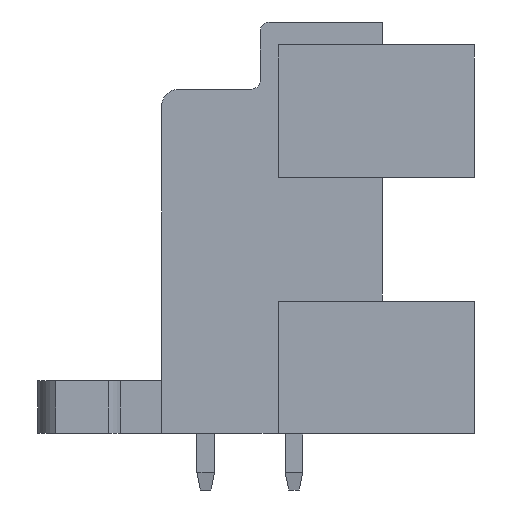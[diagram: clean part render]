
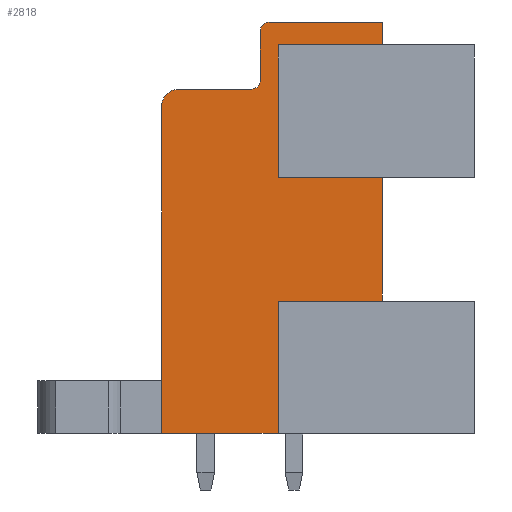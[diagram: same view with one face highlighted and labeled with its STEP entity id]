
A CAD part, left-side view. The second image highlights one B-rep face of the part: STEP entity #2818.
In plain terms, the highlighted planar face has unit normal (-1, 0, 0).
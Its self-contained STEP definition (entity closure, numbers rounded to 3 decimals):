
#2717=AXIS2_PLACEMENT_3D('Plane Axis2P3D',#2714,#2715,#2716) ;
#2758=AXIS2_PLACEMENT_3D('Circle Axis2P3D',#2756,#2757,$) ;
#2772=AXIS2_PLACEMENT_3D('Circle Axis2P3D',#2770,#2771,$) ;
#2786=AXIS2_PLACEMENT_3D('Circle Axis2P3D',#2784,#2785,$) ;
#211=CARTESIAN_POINT('Vertex',(3.5,11.1,3.2)) ;
#214=CARTESIAN_POINT('Line Origine',(3.5,14.4,3.2)) ;
#218=CARTESIAN_POINT('Vertex',(3.5,17.7,3.2)) ;
#2314=CARTESIAN_POINT('Vertex',(3.5,5.2,10.7)) ;
#2317=CARTESIAN_POINT('Line Origine',(3.5,8.15,10.7)) ;
#2321=CARTESIAN_POINT('Vertex',(3.5,11.1,10.7)) ;
#2582=CARTESIAN_POINT('Line Origine',(3.5,11.1,6.95)) ;
#2714=CARTESIAN_POINT('Axis2P3D Location',(3.5,0.,0.)) ;
#2719=CARTESIAN_POINT('Line Origine',(3.5,8.15,17.7)) ;
#2723=CARTESIAN_POINT('Vertex',(3.5,11.1,17.7)) ;
#2725=CARTESIAN_POINT('Vertex',(3.5,5.2,17.7)) ;
#2728=CARTESIAN_POINT('Line Origine',(3.5,11.1,21.45)) ;
#2732=CARTESIAN_POINT('Vertex',(3.5,11.1,25.2)) ;
#2735=CARTESIAN_POINT('Line Origine',(3.5,8.15,25.2)) ;
#2739=CARTESIAN_POINT('Vertex',(3.5,5.2,25.2)) ;
#2742=CARTESIAN_POINT('Line Origine',(3.5,5.2,25.85)) ;
#2746=CARTESIAN_POINT('Vertex',(3.5,5.2,26.5)) ;
#2749=CARTESIAN_POINT('Line Origine',(3.5,8.4,26.5)) ;
#2753=CARTESIAN_POINT('Vertex',(3.5,11.6,26.5)) ;
#2756=CARTESIAN_POINT('Axis2P3D Location',(3.5,11.6,26.)) ;
#2760=CARTESIAN_POINT('Vertex',(3.5,12.1,26.)) ;
#2763=CARTESIAN_POINT('Line Origine',(3.5,12.1,24.6)) ;
#2767=CARTESIAN_POINT('Vertex',(3.5,12.1,23.2)) ;
#2770=CARTESIAN_POINT('Axis2P3D Location',(3.5,12.6,23.2)) ;
#2774=CARTESIAN_POINT('Vertex',(3.5,12.6,22.7)) ;
#2777=CARTESIAN_POINT('Line Origine',(3.5,14.65,22.7)) ;
#2781=CARTESIAN_POINT('Vertex',(3.5,16.7,22.7)) ;
#2784=CARTESIAN_POINT('Axis2P3D Location',(3.5,16.7,21.7)) ;
#2788=CARTESIAN_POINT('Vertex',(3.5,17.7,21.7)) ;
#2791=CARTESIAN_POINT('Line Origine',(3.5,17.7,12.45)) ;
#2796=CARTESIAN_POINT('Line Origine',(3.5,5.2,14.2)) ;
#215=DIRECTION('Vector Direction',(0.,1.,0.)) ;
#2318=DIRECTION('Vector Direction',(0.,-1.,0.)) ;
#2583=DIRECTION('Vector Direction',(0.,0.,1.)) ;
#2715=DIRECTION('Axis2P3D Direction',(-1.,0.,0.)) ;
#2716=DIRECTION('Axis2P3D XDirection',(0.,-1.,0.)) ;
#2720=DIRECTION('Vector Direction',(0.,1.,0.)) ;
#2729=DIRECTION('Vector Direction',(0.,0.,1.)) ;
#2736=DIRECTION('Vector Direction',(0.,-1.,0.)) ;
#2743=DIRECTION('Vector Direction',(0.,0.,-1.)) ;
#2750=DIRECTION('Vector Direction',(0.,-1.,0.)) ;
#2757=DIRECTION('Axis2P3D Direction',(-1.,0.,0.)) ;
#2764=DIRECTION('Vector Direction',(0.,0.,1.)) ;
#2771=DIRECTION('Axis2P3D Direction',(-1.,0.,0.)) ;
#2778=DIRECTION('Vector Direction',(0.,-1.,0.)) ;
#2785=DIRECTION('Axis2P3D Direction',(-1.,0.,0.)) ;
#2792=DIRECTION('Vector Direction',(0.,0.,1.)) ;
#2797=DIRECTION('Vector Direction',(0.,0.,-1.)) ;
#216=VECTOR('Line Direction',#215,1.) ;
#2319=VECTOR('Line Direction',#2318,1.) ;
#2584=VECTOR('Line Direction',#2583,1.) ;
#2721=VECTOR('Line Direction',#2720,1.) ;
#2730=VECTOR('Line Direction',#2729,1.) ;
#2737=VECTOR('Line Direction',#2736,1.) ;
#2744=VECTOR('Line Direction',#2743,1.) ;
#2751=VECTOR('Line Direction',#2750,1.) ;
#2765=VECTOR('Line Direction',#2764,1.) ;
#2779=VECTOR('Line Direction',#2778,1.) ;
#2793=VECTOR('Line Direction',#2792,1.) ;
#2798=VECTOR('Line Direction',#2797,1.) ;
#2802=ORIENTED_EDGE('',*,*,#2727,.F.) ;
#2803=ORIENTED_EDGE('',*,*,#2734,.F.) ;
#2804=ORIENTED_EDGE('',*,*,#2741,.F.) ;
#2805=ORIENTED_EDGE('',*,*,#2748,.T.) ;
#2806=ORIENTED_EDGE('',*,*,#2755,.T.) ;
#2807=ORIENTED_EDGE('',*,*,#2762,.T.) ;
#2808=ORIENTED_EDGE('',*,*,#2769,.T.) ;
#2809=ORIENTED_EDGE('',*,*,#2776,.T.) ;
#2810=ORIENTED_EDGE('',*,*,#2783,.T.) ;
#2811=ORIENTED_EDGE('',*,*,#2790,.T.) ;
#2812=ORIENTED_EDGE('',*,*,#2795,.T.) ;
#2813=ORIENTED_EDGE('',*,*,#220,.T.) ;
#2814=ORIENTED_EDGE('',*,*,#2586,.F.) ;
#2815=ORIENTED_EDGE('',*,*,#2323,.F.) ;
#2816=ORIENTED_EDGE('',*,*,#2800,.T.) ;
#2818=ADVANCED_FACE('Housing',(#2817),#2718,.T.) ;
#2759=CIRCLE('generated circle',#2758,0.5) ;
#2773=CIRCLE('generated circle',#2772,0.5) ;
#2787=CIRCLE('generated circle',#2786,1.) ;
#220=EDGE_CURVE('',#219,#212,#217,.F.) ;
#2323=EDGE_CURVE('',#2315,#2322,#2320,.F.) ;
#2586=EDGE_CURVE('',#2322,#212,#2585,.F.) ;
#2727=EDGE_CURVE('',#2724,#2726,#2722,.F.) ;
#2734=EDGE_CURVE('',#2733,#2724,#2731,.F.) ;
#2741=EDGE_CURVE('',#2740,#2733,#2738,.F.) ;
#2748=EDGE_CURVE('',#2740,#2747,#2745,.F.) ;
#2755=EDGE_CURVE('',#2747,#2754,#2752,.F.) ;
#2762=EDGE_CURVE('',#2754,#2761,#2759,.T.) ;
#2769=EDGE_CURVE('',#2761,#2768,#2766,.F.) ;
#2776=EDGE_CURVE('',#2768,#2775,#2773,.F.) ;
#2783=EDGE_CURVE('',#2775,#2782,#2780,.F.) ;
#2790=EDGE_CURVE('',#2782,#2789,#2787,.T.) ;
#2795=EDGE_CURVE('',#2789,#219,#2794,.F.) ;
#2800=EDGE_CURVE('',#2315,#2726,#2799,.F.) ;
#2801=EDGE_LOOP('',(#2802,#2803,#2804,#2805,#2806,#2807,#2808,#2809,#2810,#2811,#2812,#2813,#2814,#2815,#2816)) ;
#2817=FACE_OUTER_BOUND('',#2801,.T.) ;
#217=LINE('Line',#214,#216) ;
#2320=LINE('Line',#2317,#2319) ;
#2585=LINE('Line',#2582,#2584) ;
#2722=LINE('Line',#2719,#2721) ;
#2731=LINE('Line',#2728,#2730) ;
#2738=LINE('Line',#2735,#2737) ;
#2745=LINE('Line',#2742,#2744) ;
#2752=LINE('Line',#2749,#2751) ;
#2766=LINE('Line',#2763,#2765) ;
#2780=LINE('Line',#2777,#2779) ;
#2794=LINE('Line',#2791,#2793) ;
#2799=LINE('Line',#2796,#2798) ;
#2718=PLANE('',#2717) ;
#212=VERTEX_POINT('',#211) ;
#219=VERTEX_POINT('',#218) ;
#2315=VERTEX_POINT('',#2314) ;
#2322=VERTEX_POINT('',#2321) ;
#2724=VERTEX_POINT('',#2723) ;
#2726=VERTEX_POINT('',#2725) ;
#2733=VERTEX_POINT('',#2732) ;
#2740=VERTEX_POINT('',#2739) ;
#2747=VERTEX_POINT('',#2746) ;
#2754=VERTEX_POINT('',#2753) ;
#2761=VERTEX_POINT('',#2760) ;
#2768=VERTEX_POINT('',#2767) ;
#2775=VERTEX_POINT('',#2774) ;
#2782=VERTEX_POINT('',#2781) ;
#2789=VERTEX_POINT('',#2788) ;
